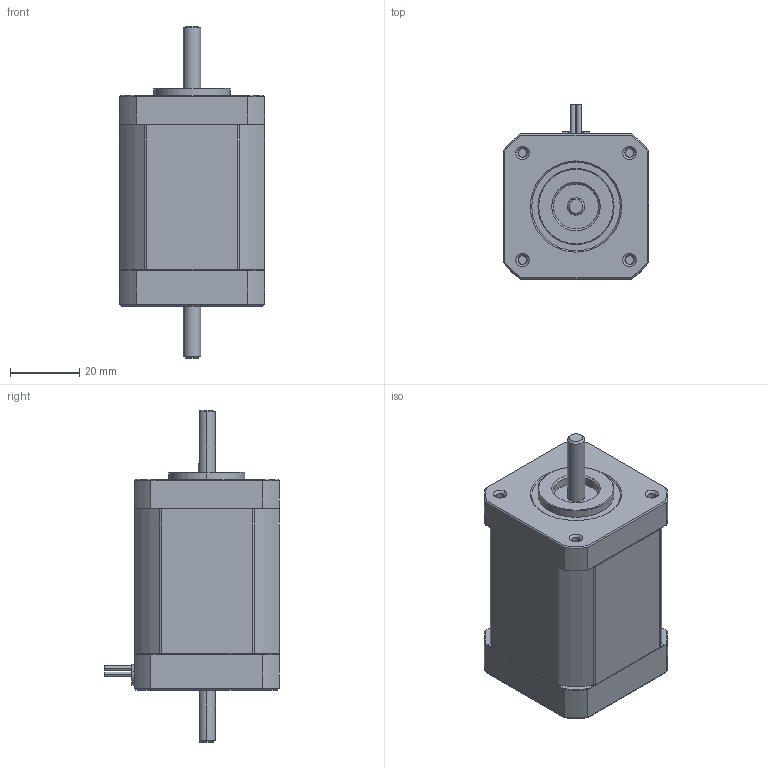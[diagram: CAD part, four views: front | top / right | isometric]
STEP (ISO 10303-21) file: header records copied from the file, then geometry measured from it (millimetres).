
FILE_DESCRIPTION(('Creo Elements/Direct Modeling STEP Export'),'2;1');
FILE_NAME('TS3617N421_422.stp','2014-07-05T15:59:17',(''),(''),'Creo Elements/Direct Modeling STEP processor for AP203 (Solid Model)','Creo Elements/Direct Modeling 17.0F 20-Aug-2012 (C) Parametric Technology GmbH','');
FILE_SCHEMA(('CONFIG_CONTROL_DESIGN'));
Length unit declared in the file: millimetre
Products named in the file (1): Skin_Group1
Bounding box: 42 x 50.6 x 96 mm (x, y, z)
Volume: 103268.2 mm3; surface area: 14403.9 mm2
Topology: 1 solids, 1 shells, 293 faces, 722 edges, 451 vertices
Faces by surface type: plane 124, cylinder 97, cone 54, sphere 10, torus 8
Entity records: 9004 total; most frequent: CARTESIAN_POINT 1993, ORIENTED_EDGE 1440, DIRECTION 1387, EDGE_CURVE 720, AXIS2_PLACEMENT_3D 531, VERTEX_POINT 451, VECTOR 325, LINE 325
